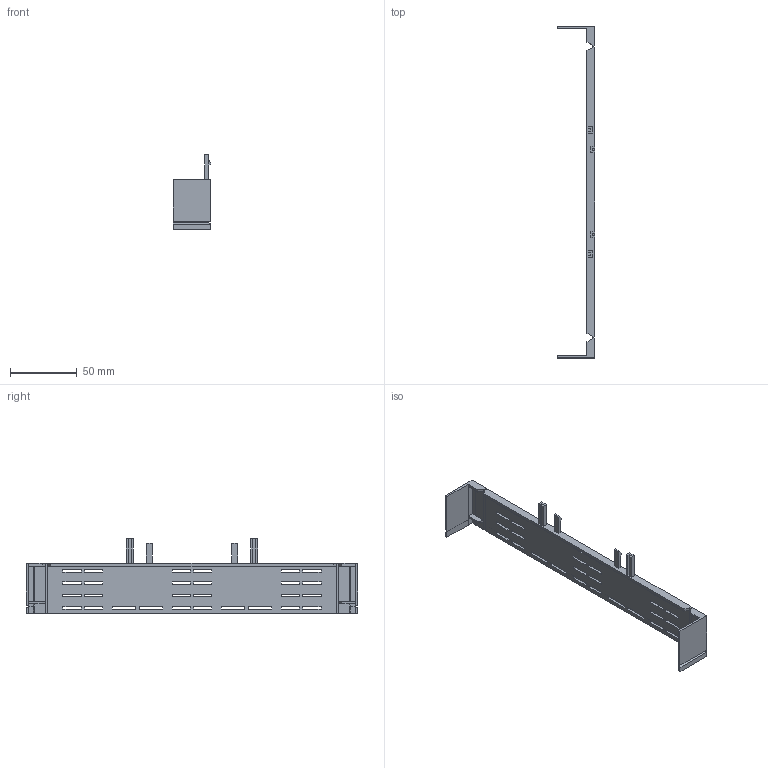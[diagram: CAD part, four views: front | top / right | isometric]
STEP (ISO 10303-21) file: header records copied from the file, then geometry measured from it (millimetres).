
FILE_DESCRIPTION(('CATIA V5 STEP'),'2;1');
FILE_NAME('T8033040_L_Uebergreifschutz-UGS-KETO-3-3_39-34.stp','2017-09-12T11:45:52+00:00',('none'),('Jean Müller GmbH'),'CATIA Version 5 Release 19 SP 9 (IN-10)','CATIA V5 STEP AP214','none');
FILE_SCHEMA(('AUTOMOTIVE_DESIGN { 1 0 10303 214 1 1 1 1 }'));
Length unit declared in the file: millimetre
Products named in the file (1): 34249_01_L_Uebergreifschutz UGS-KETO-3-3/39-34
Bounding box: 28.5 x 249.5 x 56 mm (x, y, z)
Volume: 22799.6 mm3; surface area: 27673.1 mm2
Topology: 1 solids, 1 shells, 222 faces, 694 edges, 455 vertices
Faces by surface type: plane 222
Entity records: 6991 total; most frequent: ORIENTED_EDGE 1388, CARTESIAN_POINT 1239, DIRECTION 872, VECTOR 694, EDGE_CURVE 694, LINE 694, VERTEX_POINT 455, EDGE_LOOP 263
